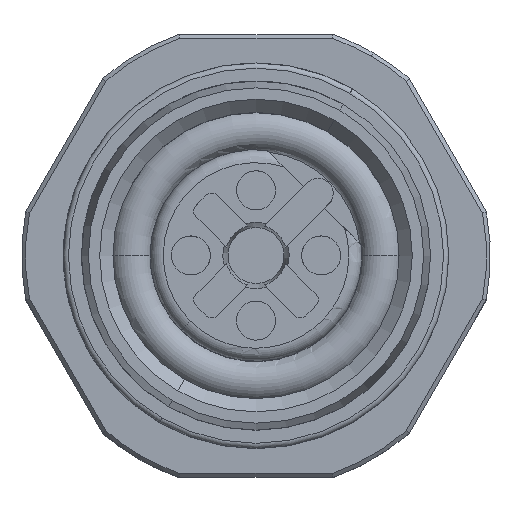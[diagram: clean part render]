
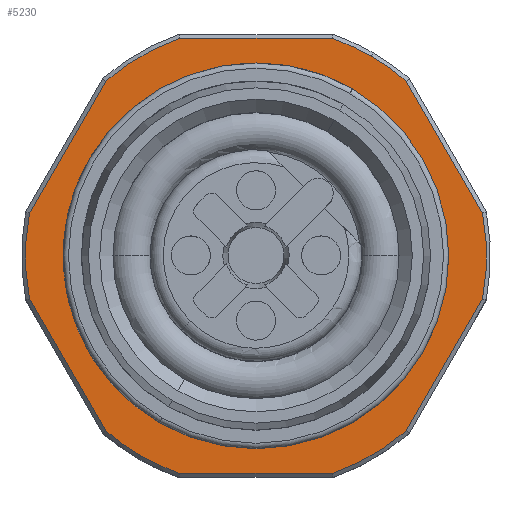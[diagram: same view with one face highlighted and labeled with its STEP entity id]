
A CAD part, top view. The second image highlights one B-rep face of the part: STEP entity #5230.
In plain terms, the highlighted planar face has unit normal (0, 0, 1).
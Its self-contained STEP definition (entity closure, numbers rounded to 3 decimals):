
#5073=AXIS2_PLACEMENT_3D('Circle Axis2P3D',#5071,#5072,$) ;
#5086=AXIS2_PLACEMENT_3D('Plane Axis2P3D',#5083,#5084,#5085) ;
#5032=CARTESIAN_POINT('Vertex',(12.7,14.909,29.65)) ;
#5036=CARTESIAN_POINT('Control Point',(5.3,2.091,29.65)) ;
#5037=CARTESIAN_POINT('Control Point',(4.293,2.673,29.65)) ;
#5038=CARTESIAN_POINT('Control Point',(3.401,3.451,29.65)) ;
#5039=CARTESIAN_POINT('Control Point',(2.674,4.398,29.65)) ;
#5040=CARTESIAN_POINT('Control Point',(1.632,6.526,29.65)) ;
#5041=CARTESIAN_POINT('Control Point',(1.471,8.889,29.65)) ;
#5042=CARTESIAN_POINT('Control Point',(1.627,10.073,29.65)) ;
#5043=CARTESIAN_POINT('Control Point',(2.394,12.314,29.65)) ;
#5044=CARTESIAN_POINT('Control Point',(3.951,14.099,29.65)) ;
#5045=CARTESIAN_POINT('Control Point',(4.898,14.826,29.65)) ;
#5046=CARTESIAN_POINT('Control Point',(7.026,15.868,29.65)) ;
#5047=CARTESIAN_POINT('Control Point',(9.389,16.029,29.65)) ;
#5048=CARTESIAN_POINT('Control Point',(10.573,15.873,29.65)) ;
#5049=CARTESIAN_POINT('Control Point',(11.693,15.49,29.65)) ;
#5050=CARTESIAN_POINT('Control Point',(12.7,14.909,29.65)) ;
#5051=CARTESIAN_POINT('Vertex',(5.3,2.091,29.65)) ;
#5071=CARTESIAN_POINT('Axis2P3D Location',(9.,8.5,29.65)) ;
#5083=CARTESIAN_POINT('Axis2P3D Location',(15.409,4.8,29.65)) ;
#5088=CARTESIAN_POINT('Line Origine',(9.,0.15,29.65)) ;
#5092=CARTESIAN_POINT('Vertex',(6.067,0.15,29.65)) ;
#5094=CARTESIAN_POINT('Vertex',(11.933,0.15,29.65)) ;
#5098=CARTESIAN_POINT('Control Point',(11.933,0.15,29.65)) ;
#5099=CARTESIAN_POINT('Control Point',(12.553,0.368,29.65)) ;
#5100=CARTESIAN_POINT('Control Point',(13.154,0.644,29.65)) ;
#5101=CARTESIAN_POINT('Control Point',(13.727,0.975,29.65)) ;
#5102=CARTESIAN_POINT('Control Point',(14.266,1.357,29.65)) ;
#5103=CARTESIAN_POINT('Control Point',(14.765,1.785,29.65)) ;
#5104=CARTESIAN_POINT('Vertex',(14.765,1.785,29.65)) ;
#5107=CARTESIAN_POINT('Line Origine',(16.231,4.325,29.65)) ;
#5111=CARTESIAN_POINT('Vertex',(17.698,6.865,29.65)) ;
#5115=CARTESIAN_POINT('Control Point',(17.698,6.865,29.65)) ;
#5116=CARTESIAN_POINT('Control Point',(17.819,7.511,29.65)) ;
#5117=CARTESIAN_POINT('Control Point',(17.881,8.169,29.65)) ;
#5118=CARTESIAN_POINT('Control Point',(17.881,8.831,29.65)) ;
#5119=CARTESIAN_POINT('Control Point',(17.819,9.489,29.65)) ;
#5120=CARTESIAN_POINT('Control Point',(17.698,10.135,29.65)) ;
#5121=CARTESIAN_POINT('Vertex',(17.698,10.135,29.65)) ;
#5124=CARTESIAN_POINT('Line Origine',(16.231,12.675,29.65)) ;
#5128=CARTESIAN_POINT('Vertex',(14.765,15.215,29.65)) ;
#5132=CARTESIAN_POINT('Control Point',(14.765,15.215,29.65)) ;
#5133=CARTESIAN_POINT('Control Point',(14.515,15.429,29.65)) ;
#5134=CARTESIAN_POINT('Control Point',(14.256,15.632,29.65)) ;
#5135=CARTESIAN_POINT('Control Point',(13.987,15.822,29.65)) ;
#5136=CARTESIAN_POINT('Control Point',(13.71,16.,29.65)) ;
#5137=CARTESIAN_POINT('Control Point',(13.425,16.164,29.65)) ;
#5138=CARTESIAN_POINT('Vertex',(13.425,16.164,29.65)) ;
#5142=CARTESIAN_POINT('Control Point',(13.425,16.164,29.65)) ;
#5143=CARTESIAN_POINT('Control Point',(13.14,16.329,29.65)) ;
#5144=CARTESIAN_POINT('Control Point',(12.848,16.48,29.65)) ;
#5145=CARTESIAN_POINT('Control Point',(12.548,16.618,29.65)) ;
#5146=CARTESIAN_POINT('Control Point',(12.243,16.741,29.65)) ;
#5147=CARTESIAN_POINT('Control Point',(11.933,16.85,29.65)) ;
#5148=CARTESIAN_POINT('Vertex',(11.933,16.85,29.65)) ;
#5151=CARTESIAN_POINT('Line Origine',(9.,16.85,29.65)) ;
#5155=CARTESIAN_POINT('Vertex',(6.067,16.85,29.65)) ;
#5159=CARTESIAN_POINT('Control Point',(6.067,16.85,29.65)) ;
#5160=CARTESIAN_POINT('Control Point',(5.447,16.632,29.65)) ;
#5161=CARTESIAN_POINT('Control Point',(4.846,16.356,29.65)) ;
#5162=CARTESIAN_POINT('Control Point',(4.273,16.025,29.65)) ;
#5163=CARTESIAN_POINT('Control Point',(3.734,15.643,29.65)) ;
#5164=CARTESIAN_POINT('Control Point',(3.235,15.215,29.65)) ;
#5165=CARTESIAN_POINT('Vertex',(3.235,15.215,29.65)) ;
#5168=CARTESIAN_POINT('Line Origine',(1.769,12.675,29.65)) ;
#5172=CARTESIAN_POINT('Vertex',(0.302,10.135,29.65)) ;
#5176=CARTESIAN_POINT('Control Point',(0.302,10.135,29.65)) ;
#5177=CARTESIAN_POINT('Control Point',(0.181,9.489,29.65)) ;
#5178=CARTESIAN_POINT('Control Point',(0.119,8.831,29.65)) ;
#5179=CARTESIAN_POINT('Control Point',(0.119,8.169,29.65)) ;
#5180=CARTESIAN_POINT('Control Point',(0.181,7.511,29.65)) ;
#5181=CARTESIAN_POINT('Control Point',(0.302,6.865,29.65)) ;
#5182=CARTESIAN_POINT('Vertex',(0.302,6.865,29.65)) ;
#5185=CARTESIAN_POINT('Line Origine',(1.769,4.325,29.65)) ;
#5189=CARTESIAN_POINT('Vertex',(3.235,1.785,29.65)) ;
#5193=CARTESIAN_POINT('Control Point',(3.235,1.785,29.65)) ;
#5194=CARTESIAN_POINT('Control Point',(3.485,1.571,29.65)) ;
#5195=CARTESIAN_POINT('Control Point',(3.744,1.368,29.65)) ;
#5196=CARTESIAN_POINT('Control Point',(4.013,1.178,29.65)) ;
#5197=CARTESIAN_POINT('Control Point',(4.29,1.,29.65)) ;
#5198=CARTESIAN_POINT('Control Point',(4.575,0.836,29.65)) ;
#5199=CARTESIAN_POINT('Vertex',(4.575,0.836,29.65)) ;
#5203=CARTESIAN_POINT('Control Point',(4.575,0.836,29.65)) ;
#5204=CARTESIAN_POINT('Control Point',(4.86,0.671,29.65)) ;
#5205=CARTESIAN_POINT('Control Point',(5.152,0.52,29.65)) ;
#5206=CARTESIAN_POINT('Control Point',(5.452,0.382,29.65)) ;
#5207=CARTESIAN_POINT('Control Point',(5.757,0.259,29.65)) ;
#5208=CARTESIAN_POINT('Control Point',(6.067,0.15,29.65)) ;
#5072=DIRECTION('Axis2P3D Direction',(0.,0.,-1.)) ;
#5084=DIRECTION('Axis2P3D Direction',(0.,0.,-1.)) ;
#5085=DIRECTION('Axis2P3D XDirection',(0.5,0.866,0.)) ;
#5089=DIRECTION('Vector Direction',(1.,0.,0.)) ;
#5108=DIRECTION('Vector Direction',(0.5,0.866,0.)) ;
#5125=DIRECTION('Vector Direction',(-0.5,0.866,0.)) ;
#5152=DIRECTION('Vector Direction',(-1.,0.,0.)) ;
#5169=DIRECTION('Vector Direction',(-0.5,-0.866,0.)) ;
#5186=DIRECTION('Vector Direction',(0.5,-0.866,0.)) ;
#5090=VECTOR('Line Direction',#5089,1.) ;
#5109=VECTOR('Line Direction',#5108,1.) ;
#5126=VECTOR('Line Direction',#5125,1.) ;
#5153=VECTOR('Line Direction',#5152,1.) ;
#5170=VECTOR('Line Direction',#5169,1.) ;
#5187=VECTOR('Line Direction',#5186,1.) ;
#5211=ORIENTED_EDGE('',*,*,#5096,.T.) ;
#5212=ORIENTED_EDGE('',*,*,#5106,.T.) ;
#5213=ORIENTED_EDGE('',*,*,#5113,.T.) ;
#5214=ORIENTED_EDGE('',*,*,#5123,.T.) ;
#5215=ORIENTED_EDGE('',*,*,#5130,.T.) ;
#5216=ORIENTED_EDGE('',*,*,#5140,.T.) ;
#5217=ORIENTED_EDGE('',*,*,#5150,.T.) ;
#5218=ORIENTED_EDGE('',*,*,#5157,.T.) ;
#5219=ORIENTED_EDGE('',*,*,#5167,.T.) ;
#5220=ORIENTED_EDGE('',*,*,#5174,.T.) ;
#5221=ORIENTED_EDGE('',*,*,#5184,.T.) ;
#5222=ORIENTED_EDGE('',*,*,#5191,.T.) ;
#5223=ORIENTED_EDGE('',*,*,#5201,.T.) ;
#5224=ORIENTED_EDGE('',*,*,#5209,.T.) ;
#5227=ORIENTED_EDGE('',*,*,#5075,.T.) ;
#5228=ORIENTED_EDGE('',*,*,#5053,.T.) ;
#5229=FACE_BOUND('',#5226,.T.) ;
#5230=ADVANCED_FACE('Hauptkoerper',(#5225,#5229),#5087,.F.) ;
#5035=B_SPLINE_CURVE_WITH_KNOTS('',5,(#5036,#5037,#5038,#5039,#5040,#5041,#5042,#5043,#5044,#5045,#5046,#5047,#5048,#5049,#5050),.UNSPECIFIED.,.F.,.U.,(6,3,3,3,6),(-11.624,-5.812,0.,5.812,11.624),.UNSPECIFIED.) ;
#5097=B_SPLINE_CURVE_WITH_KNOTS('',5,(#5098,#5099,#5100,#5101,#5102,#5103),.UNSPECIFIED.,.F.,.U.,(6,6),(0.,4.652),.UNSPECIFIED.) ;
#5114=B_SPLINE_CURVE_WITH_KNOTS('',5,(#5115,#5116,#5117,#5118,#5119,#5120),.UNSPECIFIED.,.F.,.U.,(6,6),(0.,4.652),.UNSPECIFIED.) ;
#5131=B_SPLINE_CURVE_WITH_KNOTS('',5,(#5132,#5133,#5134,#5135,#5136,#5137),.UNSPECIFIED.,.F.,.U.,(6,6),(0.,2.326),.UNSPECIFIED.) ;
#5141=B_SPLINE_CURVE_WITH_KNOTS('',5,(#5142,#5143,#5144,#5145,#5146,#5147),.UNSPECIFIED.,.F.,.U.,(6,6),(2.326,4.652),.UNSPECIFIED.) ;
#5158=B_SPLINE_CURVE_WITH_KNOTS('',5,(#5159,#5160,#5161,#5162,#5163,#5164),.UNSPECIFIED.,.F.,.U.,(6,6),(0.,4.652),.UNSPECIFIED.) ;
#5175=B_SPLINE_CURVE_WITH_KNOTS('',5,(#5176,#5177,#5178,#5179,#5180,#5181),.UNSPECIFIED.,.F.,.U.,(6,6),(0.,4.652),.UNSPECIFIED.) ;
#5192=B_SPLINE_CURVE_WITH_KNOTS('',5,(#5193,#5194,#5195,#5196,#5197,#5198),.UNSPECIFIED.,.F.,.U.,(6,6),(0.,2.326),.UNSPECIFIED.) ;
#5202=B_SPLINE_CURVE_WITH_KNOTS('',5,(#5203,#5204,#5205,#5206,#5207,#5208),.UNSPECIFIED.,.F.,.U.,(6,6),(2.326,4.652),.UNSPECIFIED.) ;
#5074=CIRCLE('generated circle',#5073,7.4) ;
#5053=EDGE_CURVE('',#5052,#5033,#5035,.T.) ;
#5075=EDGE_CURVE('',#5033,#5052,#5074,.T.) ;
#5096=EDGE_CURVE('',#5093,#5095,#5091,.T.) ;
#5106=EDGE_CURVE('',#5095,#5105,#5097,.T.) ;
#5113=EDGE_CURVE('',#5105,#5112,#5110,.T.) ;
#5123=EDGE_CURVE('',#5112,#5122,#5114,.T.) ;
#5130=EDGE_CURVE('',#5122,#5129,#5127,.T.) ;
#5140=EDGE_CURVE('',#5129,#5139,#5131,.T.) ;
#5150=EDGE_CURVE('',#5139,#5149,#5141,.T.) ;
#5157=EDGE_CURVE('',#5149,#5156,#5154,.T.) ;
#5167=EDGE_CURVE('',#5156,#5166,#5158,.T.) ;
#5174=EDGE_CURVE('',#5166,#5173,#5171,.T.) ;
#5184=EDGE_CURVE('',#5173,#5183,#5175,.T.) ;
#5191=EDGE_CURVE('',#5183,#5190,#5188,.T.) ;
#5201=EDGE_CURVE('',#5190,#5200,#5192,.T.) ;
#5209=EDGE_CURVE('',#5200,#5093,#5202,.T.) ;
#5210=EDGE_LOOP('',(#5211,#5212,#5213,#5214,#5215,#5216,#5217,#5218,#5219,#5220,#5221,#5222,#5223,#5224)) ;
#5226=EDGE_LOOP('',(#5227,#5228)) ;
#5225=FACE_OUTER_BOUND('',#5210,.T.) ;
#5091=LINE('Line',#5088,#5090) ;
#5110=LINE('Line',#5107,#5109) ;
#5127=LINE('Line',#5124,#5126) ;
#5154=LINE('Line',#5151,#5153) ;
#5171=LINE('Line',#5168,#5170) ;
#5188=LINE('Line',#5185,#5187) ;
#5087=PLANE('',#5086) ;
#5033=VERTEX_POINT('',#5032) ;
#5052=VERTEX_POINT('',#5051) ;
#5093=VERTEX_POINT('',#5092) ;
#5095=VERTEX_POINT('',#5094) ;
#5105=VERTEX_POINT('',#5104) ;
#5112=VERTEX_POINT('',#5111) ;
#5122=VERTEX_POINT('',#5121) ;
#5129=VERTEX_POINT('',#5128) ;
#5139=VERTEX_POINT('',#5138) ;
#5149=VERTEX_POINT('',#5148) ;
#5156=VERTEX_POINT('',#5155) ;
#5166=VERTEX_POINT('',#5165) ;
#5173=VERTEX_POINT('',#5172) ;
#5183=VERTEX_POINT('',#5182) ;
#5190=VERTEX_POINT('',#5189) ;
#5200=VERTEX_POINT('',#5199) ;
